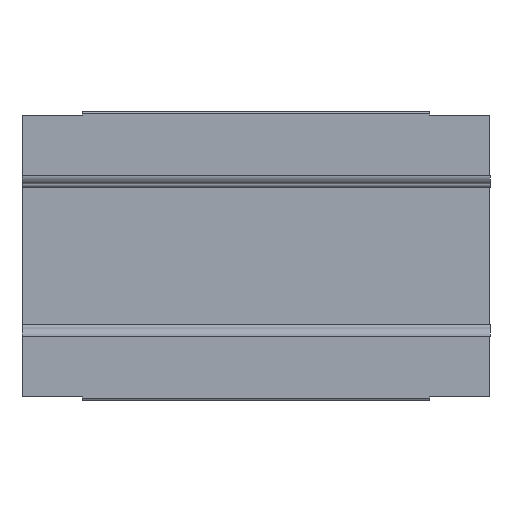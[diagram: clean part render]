
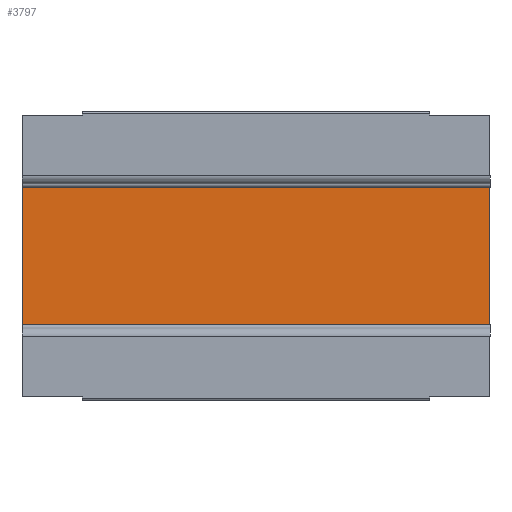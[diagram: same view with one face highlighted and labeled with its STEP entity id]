
A CAD part, front view. The second image highlights one B-rep face of the part: STEP entity #3797.
In plain terms, the highlighted planar face has unit normal (0, -1, 0).
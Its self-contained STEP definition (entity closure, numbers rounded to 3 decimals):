
#3797 = ADVANCED_FACE ( 'NONE', ( #9237 ), #9242, .F. ) ;
#3798 = EDGE_LOOP ( 'NONE', ( #3799, #3800, #3802, #3804 ) ) ;
#3799 = ORIENTED_EDGE ( 'NONE', *, *, #5958, .T. ) ;
#3800 = ORIENTED_EDGE ( 'NONE', *, *, #3801, .T. ) ;
#3801 = EDGE_CURVE ( 'NONE', #5956, #6146, #9232, .T. ) ;
#3802 = ORIENTED_EDGE ( 'NONE', *, *, #6145, .T. ) ;
#3804 = ORIENTED_EDGE ( 'NONE', *, *, #3805, .T. ) ;
#3805 = EDGE_CURVE ( 'NONE', #6143, #5959, #9228, .T. ) ;
#5956 = VERTEX_POINT ( 'NONE', #15384 ) ;
#5958 = EDGE_CURVE ( 'NONE', #5959, #5956, #15383, .T. ) ;
#5959 = VERTEX_POINT ( 'NONE', #15436 ) ;
#6143 = VERTEX_POINT ( 'NONE', #15914 ) ;
#6145 = EDGE_CURVE ( 'NONE', #6146, #6143, #15913, .T. ) ;
#6146 = VERTEX_POINT ( 'NONE', #15909 ) ;
#9225 = DIRECTION ( 'NONE',  ( 1., 0., 0. ) ) ;
#9226 = VECTOR ( 'NONE', #9225, 1000. ) ;
#9227 = CARTESIAN_POINT ( 'NONE',  ( -29.75, 5.2, -6.65 ) ) ;
#9228 = LINE ( 'NONE', #9227, #9226 ) ;
#9229 = DIRECTION ( 'NONE',  ( -1., 0., 0. ) ) ;
#9230 = VECTOR ( 'NONE', #9229, 1000. ) ;
#9231 = CARTESIAN_POINT ( 'NONE',  ( -70.25, 5.2, 6.65 ) ) ;
#9232 = LINE ( 'NONE', #9231, #9230 ) ;
#9233 = DIRECTION ( 'NONE',  ( 0., 0., 1. ) ) ;
#9234 = DIRECTION ( 'NONE',  ( 0., 1., 0. ) ) ;
#9235 = CARTESIAN_POINT ( 'NONE',  ( -66.5, 5.2, 0. ) ) ;
#9236 = AXIS2_PLACEMENT_3D ( 'NONE', #9235, #9234, #9233 ) ;
#9237 = FACE_OUTER_BOUND ( 'NONE', #3798, .T. ) ;
#9242 = PLANE ( 'NONE',  #9236 ) ;
#15383 = LINE ( 'NONE', #15439, #15438 ) ;
#15384 = CARTESIAN_POINT ( 'NONE',  ( -29.75, 5.2, 6.65 ) ) ;
#15436 = CARTESIAN_POINT ( 'NONE',  ( -29.75, 5.2, -6.65 ) ) ;
#15437 = DIRECTION ( 'NONE',  ( 0., 0., 1. ) ) ;
#15438 = VECTOR ( 'NONE', #15437, 1000. ) ;
#15439 = CARTESIAN_POINT ( 'NONE',  ( -29.75, 5.2, -7. ) ) ;
#15909 = CARTESIAN_POINT ( 'NONE',  ( -70.25, 5.2, 6.65 ) ) ;
#15910 = DIRECTION ( 'NONE',  ( 0., 0., -1. ) ) ;
#15911 = VECTOR ( 'NONE', #15910, 1000. ) ;
#15912 = CARTESIAN_POINT ( 'NONE',  ( -70.25, 5.2, -7. ) ) ;
#15913 = LINE ( 'NONE', #15912, #15911 ) ;
#15914 = CARTESIAN_POINT ( 'NONE',  ( -70.25, 5.2, -6.65 ) ) ;
